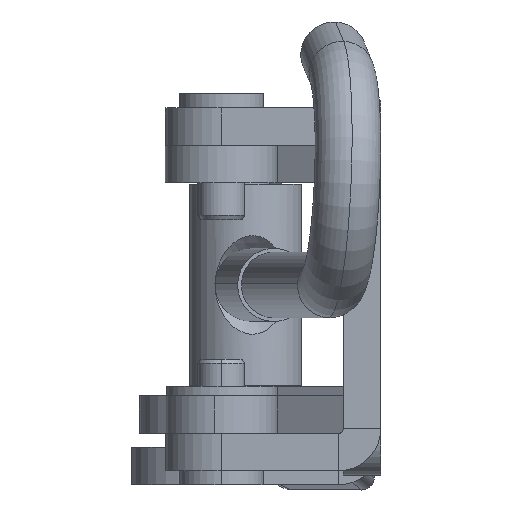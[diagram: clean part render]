
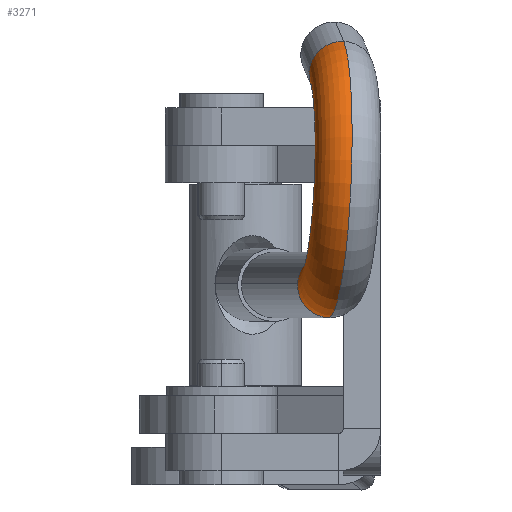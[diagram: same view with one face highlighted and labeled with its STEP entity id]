
A CAD part, left-side view. The second image highlights one B-rep face of the part: STEP entity #3271.
In plain terms, the highlighted toroidal (fillet/blend) face has major radius 11.5 mm and minor radius 3.5 mm.
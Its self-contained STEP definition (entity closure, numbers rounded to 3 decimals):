
#294 = CARTESIAN_POINT ( 'NONE',  ( -11.5, 89., 0. ) ) ;
#418 = DIRECTION ( 'NONE',  ( 0., 0., 1. ) ) ;
#433 = CARTESIAN_POINT ( 'NONE',  ( -11.5, 89., 0. ) ) ;
#457 = AXIS2_PLACEMENT_3D ( 'NONE', #1881, #418, #4916 ) ;
#737 = CARTESIAN_POINT ( 'NONE',  ( -3.5, 89., 0. ) ) ;
#786 = DIRECTION ( 'NONE',  ( 1., 0., 0. ) ) ;
#937 = DIRECTION ( 'NONE',  ( 1., 0., 0. ) ) ;
#996 = VERTEX_POINT ( 'NONE', #4162 ) ;
#1841 = EDGE_CURVE ( 'NONE', #6015, #4410, #2210, .T. ) ;
#1881 = CARTESIAN_POINT ( 'NONE',  ( -11.5, 89., 0. ) ) ;
#2033 = TOROIDAL_SURFACE ( 'NONE', #457, 11.5, 3.5 ) ;
#2160 = ORIENTED_EDGE ( 'NONE', *, *, #4783, .T. ) ;
#2210 = CIRCLE ( 'NONE', #2514, 3.5 ) ;
#2289 = ORIENTED_EDGE ( 'NONE', *, *, #2867, .F. ) ;
#2412 = ORIENTED_EDGE ( 'NONE', *, *, #1841, .F. ) ;
#2422 = DIRECTION ( 'NONE',  ( -0.259, -0.966, 0. ) ) ;
#2449 = CARTESIAN_POINT ( 'NONE',  ( -25.989, 92.882, 0. ) ) ;
#2514 = AXIS2_PLACEMENT_3D ( 'NONE', #3850, #2422, #5515 ) ;
#2550 = DIRECTION ( 'NONE',  ( 0., 1., 0. ) ) ;
#2796 = CARTESIAN_POINT ( 'NONE',  ( 0., 89., 0. ) ) ;
#2818 = CIRCLE ( 'NONE', #5755, 3.5 ) ;
#2867 = EDGE_CURVE ( 'NONE', #6393, #6015, #4262, .T. ) ;
#2933 = CARTESIAN_POINT ( 'NONE',  ( -19.227, 91.071, 0. ) ) ;
#3271 = ADVANCED_FACE ( 'NONE', ( #6086 ), #2033, .T. ) ;
#3292 = DIRECTION ( 'NONE',  ( 0., 0., 1. ) ) ;
#3332 = ORIENTED_EDGE ( 'NONE', *, *, #6164, .T. ) ;
#3339 = VERTEX_POINT ( 'NONE', #6490 ) ;
#3359 = ORIENTED_EDGE ( 'NONE', *, *, #3900, .T. ) ;
#3777 = DIRECTION ( 'NONE',  ( 0., 0., 1. ) ) ;
#3850 = CARTESIAN_POINT ( 'NONE',  ( -22.608, 91.976, 0. ) ) ;
#3900 = EDGE_CURVE ( 'NONE', #996, #4410, #6181, .T. ) ;
#3924 = DIRECTION ( 'NONE',  ( 0., 0., 1. ) ) ;
#4162 = CARTESIAN_POINT ( 'NONE',  ( 3.5, 89., 0. ) ) ;
#4228 = AXIS2_PLACEMENT_3D ( 'NONE', #433, #3924, #937 ) ;
#4262 = CIRCLE ( 'NONE', #5060, 8. ) ;
#4410 = VERTEX_POINT ( 'NONE', #2449 ) ;
#4783 = EDGE_CURVE ( 'NONE', #6393, #3339, #2818, .T. ) ;
#4916 = DIRECTION ( 'NONE',  ( 1., 0., 0. ) ) ;
#5060 = AXIS2_PLACEMENT_3D ( 'NONE', #294, #3777, #786 ) ;
#5061 = EDGE_LOOP ( 'NONE', ( #3332, #3359, #2412, #2289, #2160 ) ) ;
#5472 = CIRCLE ( 'NONE', #6356, 3.5 ) ;
#5515 = DIRECTION ( 'NONE',  ( 0., 0., 1. ) ) ;
#5596 = CARTESIAN_POINT ( 'NONE',  ( 0., 89., 0. ) ) ;
#5755 = AXIS2_PLACEMENT_3D ( 'NONE', #2796, #6362, #3292 ) ;
#6015 = VERTEX_POINT ( 'NONE', #2933 ) ;
#6086 = FACE_OUTER_BOUND ( 'NONE', #5061, .T. ) ;
#6113 = DIRECTION ( 'NONE',  ( 0., 0., 1. ) ) ;
#6164 = EDGE_CURVE ( 'NONE', #3339, #996, #5472, .T. ) ;
#6181 = CIRCLE ( 'NONE', #4228, 15. ) ;
#6356 = AXIS2_PLACEMENT_3D ( 'NONE', #5596, #2550, #6113 ) ;
#6362 = DIRECTION ( 'NONE',  ( 0., 1., 0. ) ) ;
#6393 = VERTEX_POINT ( 'NONE', #737 ) ;
#6490 = CARTESIAN_POINT ( 'NONE',  ( 0., 89., 3.5 ) ) ;
